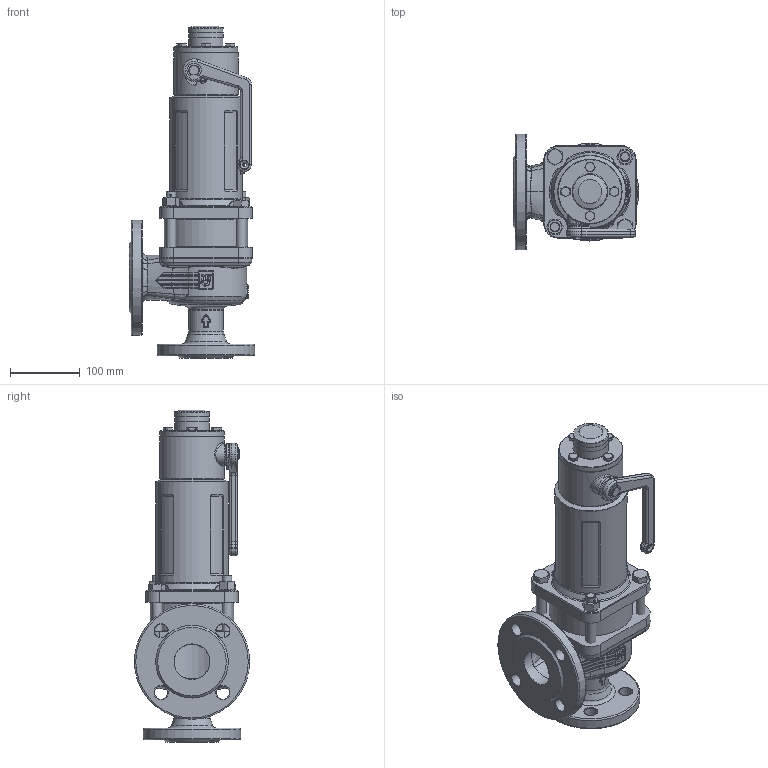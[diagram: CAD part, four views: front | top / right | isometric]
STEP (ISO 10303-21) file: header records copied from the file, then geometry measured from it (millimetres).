
FILE_DESCRIPTION(('HOOPS Exchange Step'),'2;1');
FILE_NAME('SF0612_DN32_32-50.stp','2025-06-27T13:34:36+02:00',('nieru'),('Unknown organisation'),'HOOPS Exchange 2024.2','HOOPS Exchange','Unknown authorisation');
FILE_SCHEMA( ('AP203_CONFIGURATION_CONTROLLED_3D_DESIGN_OF_MECHANICAL_PARTS_AND_ASSEMBLIES_MIM_LF') );
Length unit declared in the file: millimetre
Products named in the file (2): 0; root
Assembly tree (1 placements, depth 2):
  root
    0
Bounding box: 180 x 165 x 475.3 mm (x, y, z)
Volume: 3865325.9 mm3; surface area: 430653.8 mm2
Topology: 21 solids, 21 shells, 1465 faces, 3634 edges, 2215 vertices
Faces by surface type: bspline 550, cylinder 342, plane 304, torus 160, cone 108, sphere 1
Full cylindrical faces by diameter (mm): 2 x2, 3 x1, 4.9 x1, 6 x1, 10 x1, 11.6 x4, 11.835 x2, 14 x6, 15.2 x1, 19 x8, 22 x1, 29.8 x1, 35 x1, 47.8 x1, 50 x4, 57.215 x1, 92 x2, 102.793 x1, 104 x1, 116 x2, 120 x1, 140 x1, 165 x1
Entity records: 108539 total; most frequent: CARTESIAN_POINT 77400, ORIENTED_EDGE 7176, DIRECTION 5081, EDGE_CURVE 3588, VERTEX_POINT 2215, AXIS2_PLACEMENT_3D 2061, EDGE_LOOP 1551, FACE_BOUND 1551
